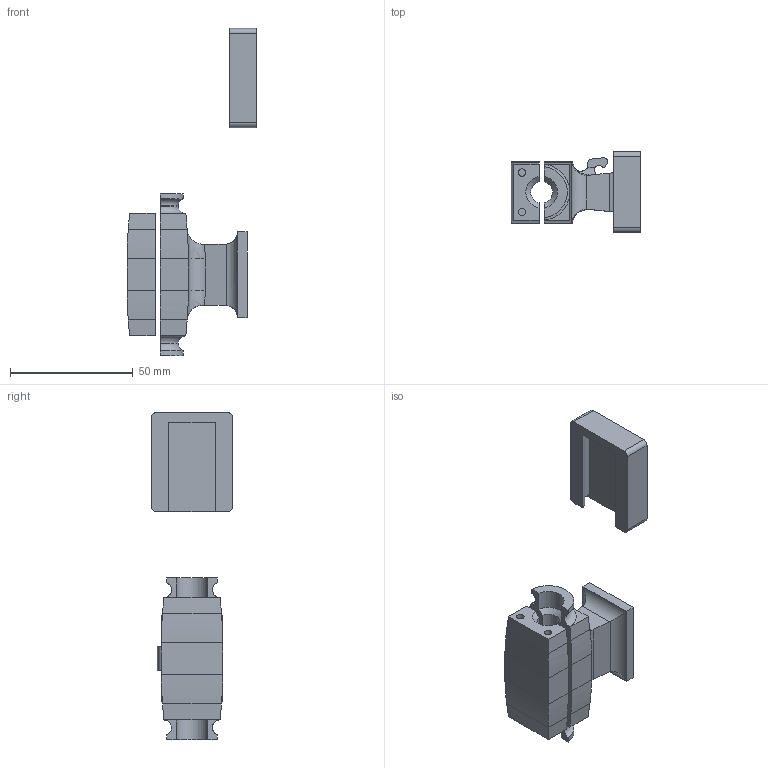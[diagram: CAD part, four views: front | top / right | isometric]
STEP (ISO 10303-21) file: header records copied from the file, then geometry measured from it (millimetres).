
FILE_DESCRIPTION(/* description */ (''),/* implementation_level */ '2;1');
FILE_NAME(/* name */ 'Smartphone dock v21.step',/* time_stamp */ '2021-08-28T21:12:33+02:00',/* author */ (''),/* organization */ (''),/* preprocessor_version */ 'ST-DEVELOPER v18.1',/* originating_system */ 'Autodesk Translation Framework v10.10.0.1391',/* authorisation */ '');
FILE_SCHEMA (('AUTOMOTIVE_DESIGN { 1 0 10303 214 3 1 1 }'));
Length unit declared in the file: millimetre
Products named in the file (1): Smartphone dock
Bounding box: 53 x 33 x 133.5 mm (x, y, z)
Volume: 47173.7 mm3; surface area: 17873.4 mm2
Topology: 3 solids, 3 shells, 120 faces, 306 edges, 196 vertices
Faces by surface type: plane 62, cylinder 46, cone 4, bspline 4, torus 4
Full cylindrical faces by diameter (mm): 3 x4
Entity records: 3968 total; most frequent: CARTESIAN_POINT 1047, ORIENTED_EDGE 612, DIRECTION 588, EDGE_CURVE 306, AXIS2_PLACEMENT_3D 205, VERTEX_POINT 196, LINE 178, VECTOR 178
